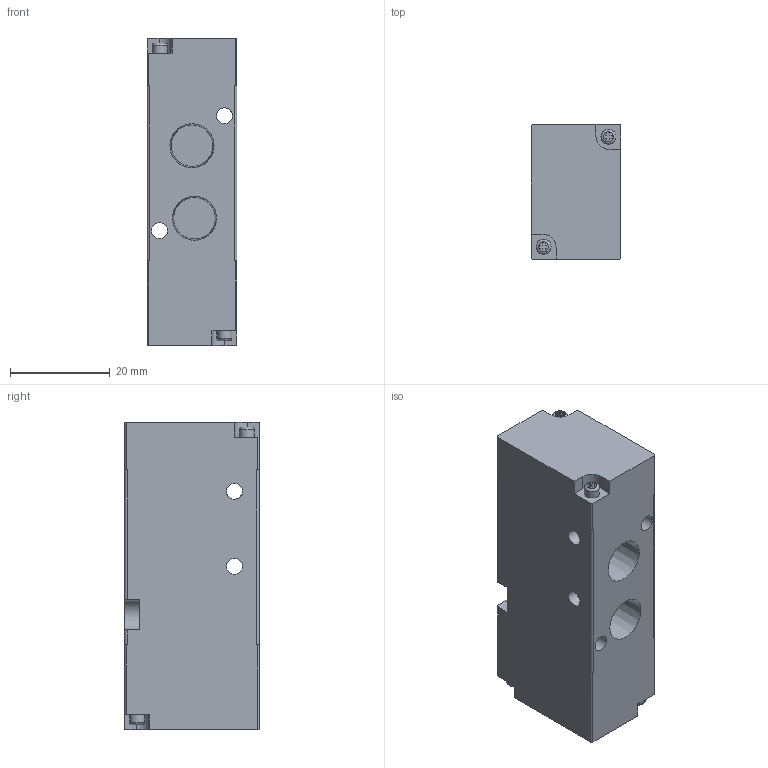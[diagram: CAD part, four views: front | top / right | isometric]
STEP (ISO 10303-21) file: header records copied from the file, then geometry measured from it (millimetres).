
FILE_DESCRIPTION( ( 'STEP AP203' ), '1' );
FILE_NAME( 'MVAA-180-3A1-NC-G.stp', '2020-07-27T12:51:03', ( 'License CC BY-ND 4.0' ), ( 'CADENAS' ), ' ', 'PARTsolutions', ' ' );
FILE_SCHEMA( ( 'CONFIG_CONTROL_DESIGN' ) );
Length unit declared in the file: millimetre
Products named in the file (1): _MVAA-180-3A1-NC-G
Bounding box: 18 x 27 x 61.5 mm (x, y, z)
Volume: 26929.2 mm3; surface area: 8196.7 mm2
Topology: 1 solids, 1 shells, 136 faces, 371 edges, 248 vertices
Faces by surface type: plane 108, cylinder 20, cone 4, torus 4
Full cylindrical faces by diameter (mm): 3 x4, 3.2 x4
Entity records: 4248 total; most frequent: CARTESIAN_POINT 804, ORIENTED_EDGE 694, DIRECTION 672, EDGE_CURVE 347, LINE 278, VECTOR 278, VERTEX_POINT 241, AXIS2_PLACEMENT_3D 197
